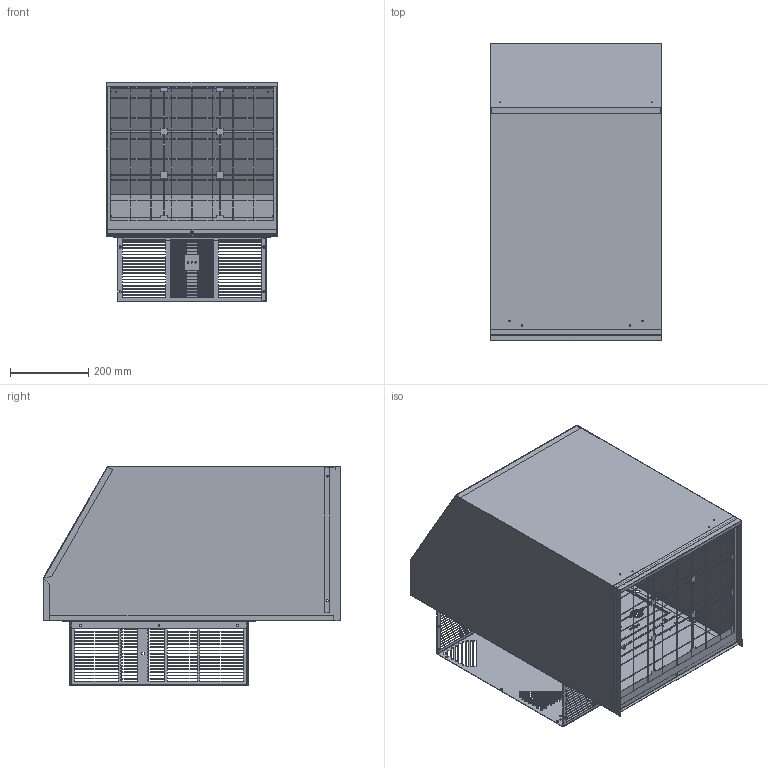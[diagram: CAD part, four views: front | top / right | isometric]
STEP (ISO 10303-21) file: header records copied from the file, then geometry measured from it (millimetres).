
FILE_DESCRIPTION (( 'STEP AP203' ), '1' );
FILE_NAME ('KNP315FL.STEP', '2025-09-22T18:59:30', ( '' ), ( '' ), 'SwSTEP 2.0', 'SolidWorks 2024', '' );
FILE_SCHEMA (( 'CONFIG_CONTROL_DESIGN' ));
Length unit declared in the file: inch
Products named in the file (1): KNP315FL
Bounding box: 440.33 x 762 x 561.81 mm (x, y, z)
Volume: 1693633.9 mm3; surface area: 3594094.4 mm2
Topology: 5 solids, 5 shells, 2363 faces, 6672 edges, 4338 vertices
Faces by surface type: plane 1795, cylinder 554, cone 6, bspline 4, torus 4
Entity records: 77569 total; most frequent: CARTESIAN_POINT 13578, ORIENTED_EDGE 13344, DIRECTION 12520, EDGE_CURVE 6672, VECTOR 5520, LINE 5520, VERTEX_POINT 4338, AXIS2_PLACEMENT_3D 3500
